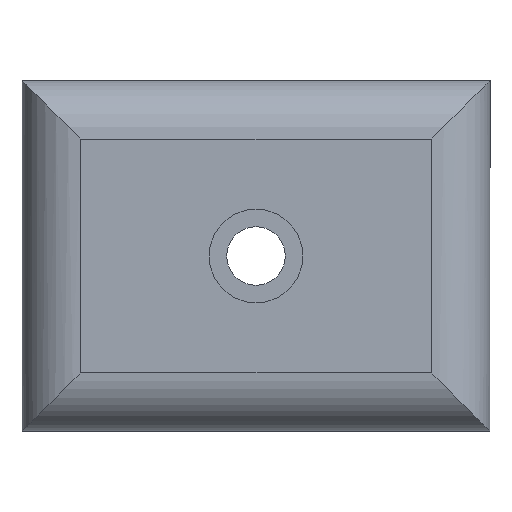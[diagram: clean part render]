
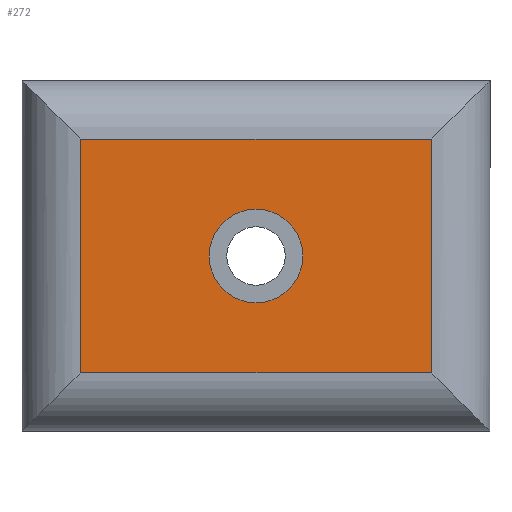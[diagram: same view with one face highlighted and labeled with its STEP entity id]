
A CAD part, front view. The second image highlights one B-rep face of the part: STEP entity #272.
In plain terms, the highlighted planar face has unit normal (0, -1, 0).
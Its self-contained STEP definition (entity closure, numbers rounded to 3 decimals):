
#1 = DIRECTION ( 'NONE',  ( -1., 0., 0. ) ) ;
#2 = CARTESIAN_POINT ( 'NONE',  ( -15., 0., -10. ) ) ;
#13 = DIRECTION ( 'NONE',  ( 0., 0., -1. ) ) ;
#18 = VECTOR ( 'NONE', #1, 1000. ) ;
#21 = CIRCLE ( 'NONE', #225, 4. ) ;
#33 = EDGE_CURVE ( 'NONE', #354, #171, #264, .T. ) ;
#53 = FACE_BOUND ( 'NONE', #89, .T. ) ;
#85 = VERTEX_POINT ( 'NONE', #90 ) ;
#89 = EDGE_LOOP ( 'NONE', ( #339, #435 ) ) ;
#90 = CARTESIAN_POINT ( 'NONE',  ( 15., 0., 10. ) ) ;
#91 = LINE ( 'NONE', #95, #306 ) ;
#95 = CARTESIAN_POINT ( 'NONE',  ( -15., 0., -15. ) ) ;
#97 = ORIENTED_EDGE ( 'NONE', *, *, #200, .T. ) ;
#99 = EDGE_CURVE ( 'NONE', #171, #354, #21, .T. ) ;
#103 = LINE ( 'NONE', #275, #18 ) ;
#125 = EDGE_CURVE ( 'NONE', #398, #159, #91, .T. ) ;
#136 = CARTESIAN_POINT ( 'NONE',  ( 20., 0., -10. ) ) ;
#140 = AXIS2_PLACEMENT_3D ( 'NONE', #254, #322, #13 ) ;
#156 = LINE ( 'NONE', #431, #424 ) ;
#159 = VERTEX_POINT ( 'NONE', #2 ) ;
#163 = DIRECTION ( 'NONE',  ( 0., -1., 0. ) ) ;
#171 = VERTEX_POINT ( 'NONE', #205 ) ;
#176 = CARTESIAN_POINT ( 'NONE',  ( 0., 0., -4. ) ) ;
#181 = FACE_OUTER_BOUND ( 'NONE', #186, .T. ) ;
#184 = PLANE ( 'NONE',  #140 ) ;
#186 = EDGE_LOOP ( 'NONE', ( #97, #270, #453, #440 ) ) ;
#197 = DIRECTION ( 'NONE',  ( 0., -1., 0. ) ) ;
#200 = EDGE_CURVE ( 'NONE', #85, #398, #103, .T. ) ;
#202 = EDGE_CURVE ( 'NONE', #159, #376, #356, .T. ) ;
#205 = CARTESIAN_POINT ( 'NONE',  ( 0., 0., 4. ) ) ;
#217 = CARTESIAN_POINT ( 'NONE',  ( -15., 0., 10. ) ) ;
#225 = AXIS2_PLACEMENT_3D ( 'NONE', #456, #163, #238 ) ;
#238 = DIRECTION ( 'NONE',  ( 0., 0., -1. ) ) ;
#241 = DIRECTION ( 'NONE',  ( 1., 0., 0. ) ) ;
#254 = CARTESIAN_POINT ( 'NONE',  ( 0., 0., 0. ) ) ;
#264 = CIRCLE ( 'NONE', #438, 4. ) ;
#270 = ORIENTED_EDGE ( 'NONE', *, *, #125, .T. ) ;
#272 = ADVANCED_FACE ( 'NONE', ( #53, #181 ), #184, .T. ) ;
#275 = CARTESIAN_POINT ( 'NONE',  ( -20., 0., 10. ) ) ;
#283 = DIRECTION ( 'NONE',  ( 0., 0., 1. ) ) ;
#306 = VECTOR ( 'NONE', #316, 1000. ) ;
#307 = EDGE_CURVE ( 'NONE', #376, #85, #156, .T. ) ;
#316 = DIRECTION ( 'NONE',  ( 0., 0., -1. ) ) ;
#322 = DIRECTION ( 'NONE',  ( 0., -1., 0. ) ) ;
#339 = ORIENTED_EDGE ( 'NONE', *, *, #33, .F. ) ;
#354 = VERTEX_POINT ( 'NONE', #176 ) ;
#356 = LINE ( 'NONE', #136, #436 ) ;
#359 = CARTESIAN_POINT ( 'NONE',  ( 15., 0., -10. ) ) ;
#376 = VERTEX_POINT ( 'NONE', #359 ) ;
#398 = VERTEX_POINT ( 'NONE', #217 ) ;
#406 = CARTESIAN_POINT ( 'NONE',  ( 0., 0., 0. ) ) ;
#424 = VECTOR ( 'NONE', #283, 1000. ) ;
#431 = CARTESIAN_POINT ( 'NONE',  ( 15., 0., 15. ) ) ;
#435 = ORIENTED_EDGE ( 'NONE', *, *, #99, .F. ) ;
#436 = VECTOR ( 'NONE', #241, 1000. ) ;
#438 = AXIS2_PLACEMENT_3D ( 'NONE', #406, #197, #443 ) ;
#440 = ORIENTED_EDGE ( 'NONE', *, *, #307, .T. ) ;
#443 = DIRECTION ( 'NONE',  ( 0., 0., -1. ) ) ;
#453 = ORIENTED_EDGE ( 'NONE', *, *, #202, .T. ) ;
#456 = CARTESIAN_POINT ( 'NONE',  ( 0., 0., 0. ) ) ;
